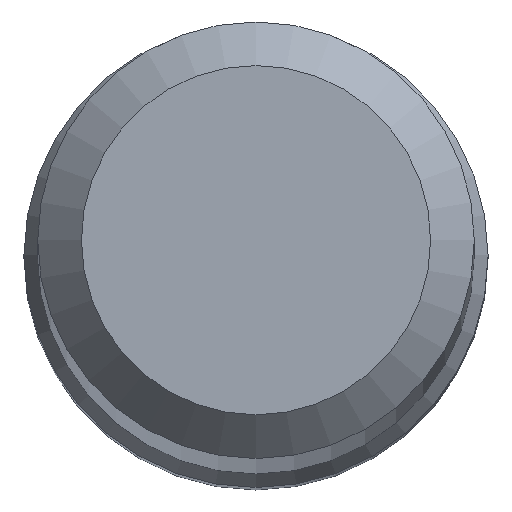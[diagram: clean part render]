
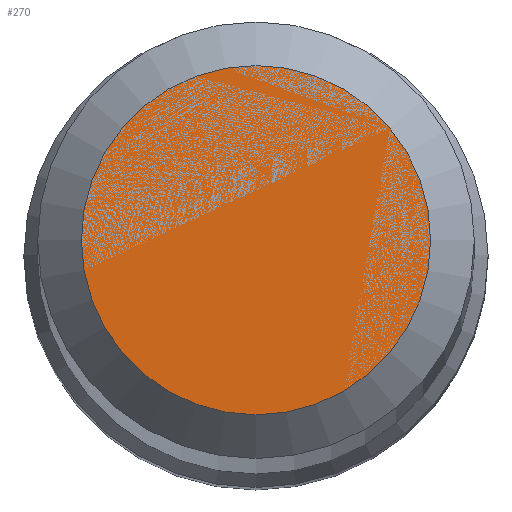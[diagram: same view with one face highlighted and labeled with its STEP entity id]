
A CAD part, top view. The second image highlights one B-rep face of the part: STEP entity #270.
In plain terms, the highlighted planar face has unit normal (0, 0, 1).
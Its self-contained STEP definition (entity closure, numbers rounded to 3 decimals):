
#6 = CARTESIAN_POINT ( 'NONE',  ( 0., 1.2, 70. ) ) ;
#28 = DIRECTION ( 'NONE',  ( 0., 0., -1. ) ) ;
#54 = CIRCLE ( 'NONE', #130, 1.2 ) ;
#66 = ORIENTED_EDGE ( 'NONE', *, *, #217, .F. ) ;
#75 = DIRECTION ( 'NONE',  ( 0., 1., 0. ) ) ;
#128 = VERTEX_POINT ( 'NONE', #6 ) ;
#130 = AXIS2_PLACEMENT_3D ( 'NONE', #163, #28, #75 ) ;
#158 = AXIS2_PLACEMENT_3D ( 'NONE', #257, #241, #222 ) ;
#161 = PLANE ( 'NONE',  #158 ) ;
#163 = CARTESIAN_POINT ( 'NONE',  ( 0., 0., 70. ) ) ;
#192 = FACE_OUTER_BOUND ( 'NONE', #275, .T. ) ;
#217 = EDGE_CURVE ( 'NONE', #128, #128, #54, .T. ) ;
#222 = DIRECTION ( 'NONE',  ( 0., 1., 0. ) ) ;
#241 = DIRECTION ( 'NONE',  ( 0., 0., -1. ) ) ;
#257 = CARTESIAN_POINT ( 'NONE',  ( 0., 0., 70. ) ) ;
#270 = ADVANCED_FACE ( 'NONE', ( #192 ), #161, .F. ) ;
#275 = EDGE_LOOP ( 'NONE', ( #66 ) ) ;
